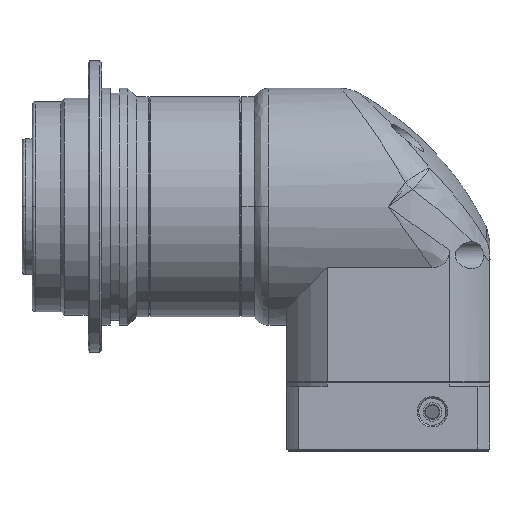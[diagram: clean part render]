
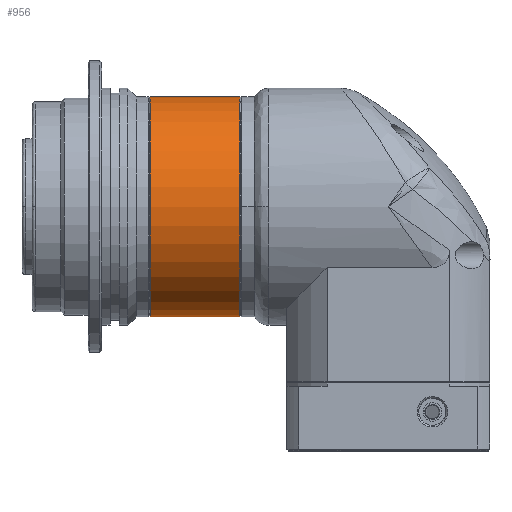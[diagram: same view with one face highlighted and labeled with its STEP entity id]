
A CAD part, top view. The second image highlights one B-rep face of the part: STEP entity #956.
In plain terms, the highlighted cylindrical face has radius 32.5 mm (diameter 65 mm), a partial arc.
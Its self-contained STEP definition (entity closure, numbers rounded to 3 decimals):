
#65 = CIRCLE ( 'NONE', #18960, 32.5 ) ;
#321 = EDGE_LOOP ( 'NONE', ( #6695, #5508, #14553, #17620, #17452 ) ) ;
#349 = VERTEX_POINT ( 'NONE', #15953 ) ;
#463 = AXIS2_PLACEMENT_3D ( 'NONE', #5945, #3933, #3504 ) ;
#697 = DIRECTION ( 'NONE',  ( 1., 0., 0. ) ) ;
#956 = ADVANCED_FACE ( 'NONE', ( #8082 ), #9863, .T. ) ;
#1770 = DIRECTION ( 'NONE',  ( 0., 0., 1. ) ) ;
#3037 = CARTESIAN_POINT ( 'NONE',  ( 72.7, 0., 32.5 ) ) ;
#3504 = DIRECTION ( 'NONE',  ( 0., 0., 1. ) ) ;
#3576 = AXIS2_PLACEMENT_3D ( 'NONE', #20308, #8930, #22219 ) ;
#3933 = DIRECTION ( 'NONE',  ( -1., 0., 0. ) ) ;
#4064 = DIRECTION ( 'NONE',  ( -1., 0., 0. ) ) ;
#5508 = ORIENTED_EDGE ( 'NONE', *, *, #18274, .T. ) ;
#5945 = CARTESIAN_POINT ( 'NONE',  ( 73., 0., 0. ) ) ;
#6012 = DIRECTION ( 'NONE',  ( -1., 0., 0. ) ) ;
#6024 = LINE ( 'NONE', #11927, #20780 ) ;
#6695 = ORIENTED_EDGE ( 'NONE', *, *, #18416, .T. ) ;
#6902 = VERTEX_POINT ( 'NONE', #13930 ) ;
#7023 = CIRCLE ( 'NONE', #12000, 32.5 ) ;
#8082 = FACE_OUTER_BOUND ( 'NONE', #321, .T. ) ;
#8560 = VERTEX_POINT ( 'NONE', #13231 ) ;
#8930 = DIRECTION ( 'NONE',  ( -1., 0., 0. ) ) ;
#9863 = CYLINDRICAL_SURFACE ( 'NONE', #463, 32.5 ) ;
#10082 = VERTEX_POINT ( 'NONE', #21770 ) ;
#10945 = VERTEX_POINT ( 'NONE', #3037 ) ;
#11927 = CARTESIAN_POINT ( 'NONE',  ( 73., 0., -32.5 ) ) ;
#12000 = AXIS2_PLACEMENT_3D ( 'NONE', #12699, #697, #14648 ) ;
#12490 = CIRCLE ( 'NONE', #3576, 32.5 ) ;
#12699 = CARTESIAN_POINT ( 'NONE',  ( 46.3, 0., 0. ) ) ;
#13231 = CARTESIAN_POINT ( 'NONE',  ( 72.7, 0., -32.5 ) ) ;
#13668 = DIRECTION ( 'NONE',  ( -1., 0., 0. ) ) ;
#13930 = CARTESIAN_POINT ( 'NONE',  ( 72.7, 32.5, 0. ) ) ;
#14553 = ORIENTED_EDGE ( 'NONE', *, *, #19892, .T. ) ;
#14648 = DIRECTION ( 'NONE',  ( 0., 0., 1. ) ) ;
#15825 = CARTESIAN_POINT ( 'NONE',  ( 73., 0., 32.5 ) ) ;
#15953 = CARTESIAN_POINT ( 'NONE',  ( 46.3, 0., -32.5 ) ) ;
#17452 = ORIENTED_EDGE ( 'NONE', *, *, #22374, .T. ) ;
#17620 = ORIENTED_EDGE ( 'NONE', *, *, #21432, .F. ) ;
#18274 = EDGE_CURVE ( 'NONE', #8560, #349, #6024, .T. ) ;
#18416 = EDGE_CURVE ( 'NONE', #6902, #8560, #12490, .T. ) ;
#18453 = LINE ( 'NONE', #15825, #23329 ) ;
#18960 = AXIS2_PLACEMENT_3D ( 'NONE', #25074, #13668, #1770 ) ;
#19892 = EDGE_CURVE ( 'NONE', #349, #10082, #7023, .T. ) ;
#20308 = CARTESIAN_POINT ( 'NONE',  ( 72.7, 0., 0. ) ) ;
#20780 = VECTOR ( 'NONE', #4064, 1000. ) ;
#21432 = EDGE_CURVE ( 'NONE', #10945, #10082, #18453, .T. ) ;
#21770 = CARTESIAN_POINT ( 'NONE',  ( 46.3, 0., 32.5 ) ) ;
#22219 = DIRECTION ( 'NONE',  ( 0., 0., 1. ) ) ;
#22374 = EDGE_CURVE ( 'NONE', #10945, #6902, #65, .T. ) ;
#23329 = VECTOR ( 'NONE', #6012, 1000. ) ;
#25074 = CARTESIAN_POINT ( 'NONE',  ( 72.7, 0., 0. ) ) ;
